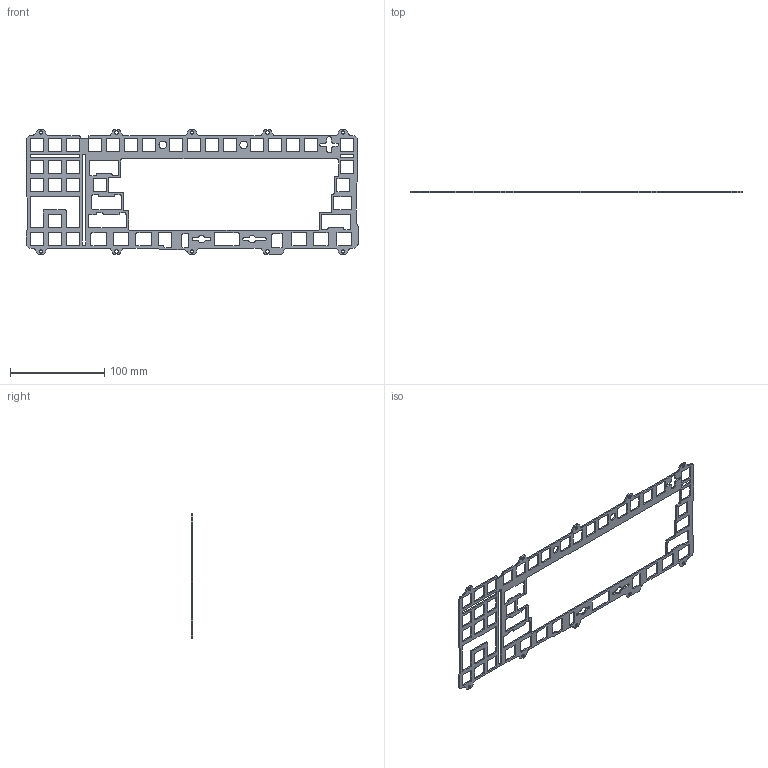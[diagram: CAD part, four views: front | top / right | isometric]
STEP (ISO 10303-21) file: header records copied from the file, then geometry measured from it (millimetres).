
FILE_DESCRIPTION (( 'STEP AP214' ), '1' );
FILE_NAME ('jane_v1_mx_ansi_half.STEP', '2021-02-19T16:26:41', ( '' ), ( '' ), 'SwSTEP 2.0', 'SolidWorks 2020', '' );
FILE_SCHEMA (( 'AUTOMOTIVE_DESIGN' ));
Length unit declared in the file: millimetre
Products named in the file (1): jane_v1_mx_ansi_half
Bounding box: 351.66 x 1.5 x 132.06 mm (x, y, z)
Volume: 19774.2 mm3; surface area: 34052.2 mm2
Topology: 1 solids, 1 shells, 649 faces, 1941 edges, 1294 vertices
Faces by surface type: cylinder 345, plane 304
Entity records: 22355 total; most frequent: DIRECTION 3931, CARTESIAN_POINT 3885, ORIENTED_EDGE 3882, EDGE_CURVE 1941, AXIS2_PLACEMENT_3D 1340, VERTEX_POINT 1294, LINE 1251, VECTOR 1251
